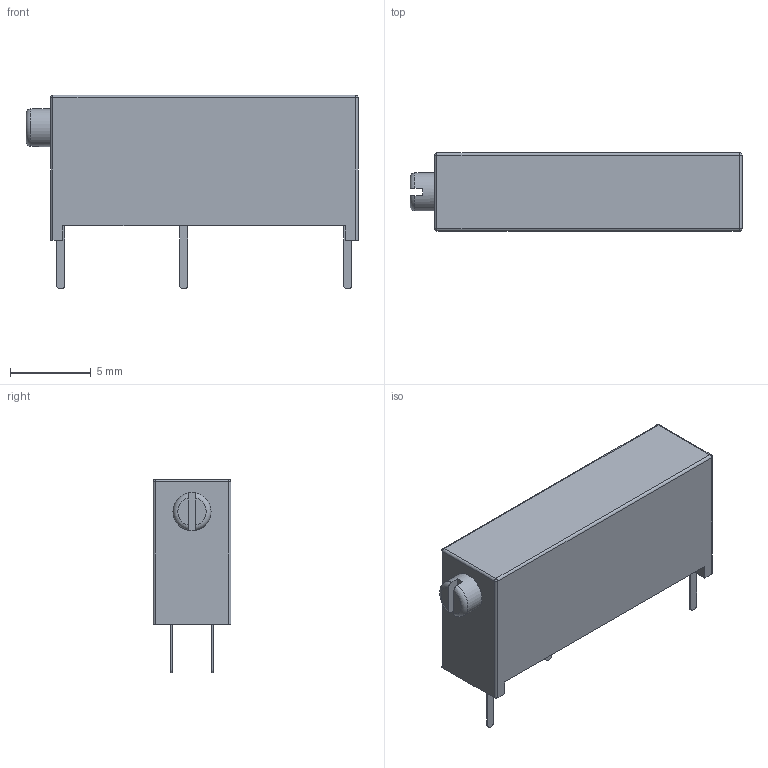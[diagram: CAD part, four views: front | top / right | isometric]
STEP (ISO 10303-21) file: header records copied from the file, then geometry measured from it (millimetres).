
FILE_DESCRIPTION(/* description */ ('model of Potentiometer_Bourns_3009Y_Horizontal'),/* implementation_level */ '2;1');
FILE_NAME(/* name */ 'Potentiometer_Bourns_3009Y_Horizontal.step',/* time_stamp */ '2019-07-13T13:13:58',/* author */ ('kicad StepUp','ksu'),/* organization */ ('FreeCAD'),/* preprocessor_version */ 'OCC',/* originating_system */ 'kicad StepUp',/* authorisation */ '');
FILE_SCHEMA(('AUTOMOTIVE_DESIGN { 1 0 10303 214 1 1 1 1 }'));
Length unit declared in the file: millimetre
Products named in the file (1): Bourns_3009Y
Bounding box: 20.57 x 4.83 x 11.98 mm (x, y, z)
Volume: 756.7 mm3; surface area: 610.5 mm2
Topology: 1 solids, 1 shells, 53 faces, 139 edges, 86 vertices
Faces by surface type: plane 32, cylinder 15, sphere 4, torus 2
Full cylindrical faces by diameter (mm): 2.36 x1
Entity records: 2010 total; most frequent: CARTESIAN_POINT 319, DIRECTION 275, ORIENTED_EDGE 270, EDGE_CURVE 135, LINE 95, VECTOR 95, AXIS2_PLACEMENT_3D 90, VERTEX_POINT 86
